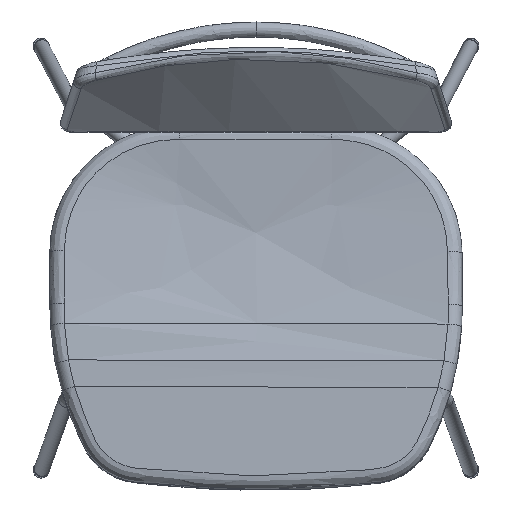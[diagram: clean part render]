
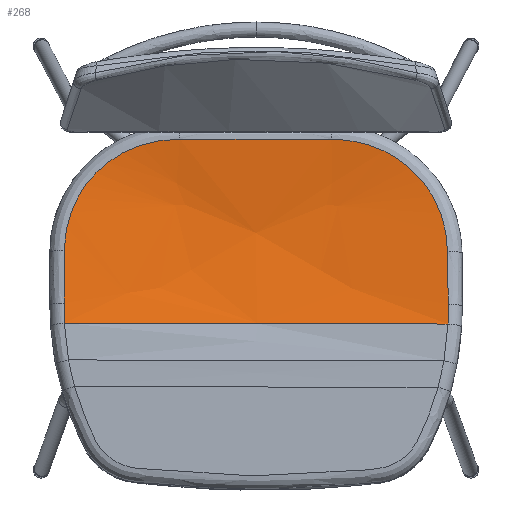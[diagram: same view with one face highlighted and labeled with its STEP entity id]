
A CAD part, top view. The second image highlights one B-rep face of the part: STEP entity #268.
In plain terms, the highlighted free-form (B-spline) face has degree [3, 2] with [5, 3] control points.
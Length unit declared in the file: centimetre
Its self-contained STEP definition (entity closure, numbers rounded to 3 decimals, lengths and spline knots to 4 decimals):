
#268=ADVANCED_FACE('',(#414),#2030,.T.);
#414=FACE_OUTER_BOUND('',#568,.T.);
#568=EDGE_LOOP('',(#806,#807,#808,#809,#810,#811,#812,#813));
#806=ORIENTED_EDGE('',*,*,#1346,.T.);
#807=ORIENTED_EDGE('',*,*,#1350,.T.);
#808=ORIENTED_EDGE('',*,*,#1319,.T.);
#809=ORIENTED_EDGE('',*,*,#1354,.T.);
#810=ORIENTED_EDGE('',*,*,#1358,.T.);
#811=ORIENTED_EDGE('',*,*,#1360,.T.);
#812=ORIENTED_EDGE('',*,*,#1363,.T.);
#813=ORIENTED_EDGE('',*,*,#1366,.T.);
#1319=EDGE_CURVE('',#1877,#1878,#1727,.T.);
#1346=EDGE_CURVE('',#1875,#1876,#1613,.T.);
#1350=EDGE_CURVE('',#1876,#1877,#1743,.T.);
#1354=EDGE_CURVE('',#1878,#1879,#1745,.T.);
#1358=EDGE_CURVE('',#1879,#1880,#1619,.T.);
#1360=EDGE_CURVE('',#1880,#1881,#1621,.T.);
#1363=EDGE_CURVE('',#1881,#1882,#1624,.T.);
#1366=EDGE_CURVE('',#1882,#1875,#1627,.T.);
#1613=(
BOUNDED_CURVE()
B_SPLINE_CURVE(3,(#5815,#5816,#5817,#5818,#5819),.UNSPECIFIED.,.F.,.F.)
B_SPLINE_CURVE_WITH_KNOTS((4,1,4),(-0.5468,34.7888,
70.0242),.UNSPECIFIED.)
CURVE()
GEOMETRIC_REPRESENTATION_ITEM()
RATIONAL_B_SPLINE_CURVE((1.,1.,1.,1.,1.))
REPRESENTATION_ITEM('')
);
#1619=(
BOUNDED_CURVE()
B_SPLINE_CURVE(3,(#5891,#5892,#5893,#5894,#5895),.UNSPECIFIED.,.F.,.F.)
B_SPLINE_CURVE_WITH_KNOTS((4,1,4),(0.617,35.8763,71.1771),
 .UNSPECIFIED.)
CURVE()
GEOMETRIC_REPRESENTATION_ITEM()
RATIONAL_B_SPLINE_CURVE((1.,1.,1.,1.,1.))
REPRESENTATION_ITEM('')
);
#1621=(
BOUNDED_CURVE()
B_SPLINE_CURVE(3,(#5910,#5911,#5912,#5913,#5914,#5915,#5916,#5917,#5918,
#5919,#5920,#5921,#5922,#5923),.UNSPECIFIED.,.F.,.F.)
B_SPLINE_CURVE_WITH_KNOTS((4,1,1,1,1,1,1,1,1,1,1,4),(0.5278,
28.0362,55.9998,80.9262,99.6693,128.4452,
142.8642,157.3671,171.7962,186.1181,214.3434,
241.7253),.UNSPECIFIED.)
CURVE()
GEOMETRIC_REPRESENTATION_ITEM()
RATIONAL_B_SPLINE_CURVE((1.,1.,1.,1.,
1.,1.,1.,1.,1.,1.,1.,1.,1.,1.))
REPRESENTATION_ITEM('')
);
#1624=(
BOUNDED_CURVE()
B_SPLINE_CURVE(3,(#5934,#5935,#5936,#5937,#5938,#5939,#5940),
 .UNSPECIFIED.,.F.,.F.)
B_SPLINE_CURVE_WITH_KNOTS((4,1,1,1,4),(-0.1484,49.0741,
99.7024,150.3303,199.5325),.UNSPECIFIED.)
CURVE()
GEOMETRIC_REPRESENTATION_ITEM()
RATIONAL_B_SPLINE_CURVE((1.,1.,1.,1.,1.,1.,
1.))
REPRESENTATION_ITEM('')
);
#1627=(
BOUNDED_CURVE()
B_SPLINE_CURVE(3,(#5960,#5961,#5962,#5963,#5964,#5965,#5966,#5967,#5968,
#5969,#5970,#5971,#5972,#5973,#5974,#5975),.UNSPECIFIED.,.F.,.F.)
B_SPLINE_CURVE_WITH_KNOTS((4,1,1,1,1,1,1,1,1,1,1,1,1,4),(0.1303,
27.3677,53.4062,70.6135,84.9874,99.45,
113.9639,128.3141,142.5865,156.9129,185.2485,
213.087,226.8598,240.3897),.UNSPECIFIED.)
CURVE()
GEOMETRIC_REPRESENTATION_ITEM()
RATIONAL_B_SPLINE_CURVE((1.,1.,1.,1.,1.,1.,
1.,1.,1.,1.,1.,1.,
1.,1.,1.,1.))
REPRESENTATION_ITEM('')
);
#1727=B_SPLINE_CURVE_WITH_KNOTS('',3,(#5671,#5672,#5673,#5674,#5675),
 .UNSPECIFIED.,.F.,.F.,(4,1,4),(23.3153,243.9675,466.5352),
 .UNSPECIFIED.);
#1743=B_SPLINE_CURVE_WITH_KNOTS('',3,(#5846,#5847,#5848,#5849),
 .UNSPECIFIED.,.F.,.F.,(4,4),(-0.657,26.3957),
 .UNSPECIFIED.);
#1745=B_SPLINE_CURVE_WITH_KNOTS('',3,(#5860,#5861,#5862,#5863),
 .UNSPECIFIED.,.F.,.F.,(4,4),(-1.2914,25.4982),
 .UNSPECIFIED.);
#1875=VERTEX_POINT('',#5577);
#1876=VERTEX_POINT('',#5578);
#1877=VERTEX_POINT('',#5579);
#1878=VERTEX_POINT('',#5580);
#1879=VERTEX_POINT('',#5581);
#1880=VERTEX_POINT('',#5582);
#1881=VERTEX_POINT('',#5583);
#1882=VERTEX_POINT('',#5584);
#2030=(
BOUNDED_SURFACE()
B_SPLINE_SURFACE(3,2,((#4192,#4193,#4194),(#4195,#4196,#4197),(#4198,#4199,
#4200),(#4201,#4202,#4203),(#4204,#4205,#4206)),.UNSPECIFIED.,.F.,.F.,.F.)
B_SPLINE_SURFACE_WITH_KNOTS((4,1,4),(3,3),(0.,243.9675,487.935),
(734.6714,977.0487),.UNSPECIFIED.)
GEOMETRIC_REPRESENTATION_ITEM()
RATIONAL_B_SPLINE_SURFACE(((1.,1.,1.),(1.,0.973,1.),(1.,0.948,
1.),(1.,0.975,1.),(1.,1.,1.)))
REPRESENTATION_ITEM('')
SURFACE()
);
#4192=CARTESIAN_POINT('',(-27.8649,20.7127,2.1283));
#4193=CARTESIAN_POINT('',(-27.8972,34.3337,0.1039));
#4194=CARTESIAN_POINT('',(-27.9295,47.9546,-1.9206));
#4195=CARTESIAN_POINT('',(-19.1053,20.7076,1.4884));
#4196=CARTESIAN_POINT('',(-19.6662,34.0898,-2.7471));
#4197=CARTESIAN_POINT('',(-19.1698,47.9853,-1.5093));
#4198=CARTESIAN_POINT('',(0.3153,20.6763,0.9142));
#4199=CARTESIAN_POINT('',(0.3069,33.8299,-5.4559));
#4200=CARTESIAN_POINT('',(0.2511,47.9864,-1.1351));
#4201=CARTESIAN_POINT('',(17.9619,20.6208,1.5574));
#4202=CARTESIAN_POINT('',(18.3862,34.0232,-2.4697));
#4203=CARTESIAN_POINT('',(17.8974,47.8952,-1.5362));
#4204=CARTESIAN_POINT('',(27.6091,20.585,2.1439));
#4205=CARTESIAN_POINT('',(27.5768,34.2059,0.1194));
#4206=CARTESIAN_POINT('',(27.5444,47.8268,-1.905));
#5577=CARTESIAN_POINT('',(-25.2927,30.2621,0.278));
#5578=CARTESIAN_POINT('',(-25.361,23.3512,1.4597));
#5579=CARTESIAN_POINT('',(-25.3287,20.711,1.9544));
#5580=CARTESIAN_POINT('',(25.0886,20.5942,1.9957));
#5581=CARTESIAN_POINT('',(25.1152,23.2142,1.5216));
#5582=CARTESIAN_POINT('',(25.0232,30.1351,0.3641));
#5583=CARTESIAN_POINT('',(9.7716,44.8445,-1.763));
#5584=CARTESIAN_POINT('',(-10.1636,44.8734,-1.7833));
#5671=CARTESIAN_POINT('',(-25.3287,20.711,1.9544));
#5672=CARTESIAN_POINT('',(-17.2534,20.7045,1.4363));
#5673=CARTESIAN_POINT('',(0.3105,20.6751,0.9676));
#5674=CARTESIAN_POINT('',(16.4106,20.6256,1.5033));
#5675=CARTESIAN_POINT('',(25.0886,20.5942,1.9957));
#5815=CARTESIAN_POINT('',(-25.2927,30.2621,0.278));
#5816=CARTESIAN_POINT('',(-25.2941,29.1063,0.4578));
#5817=CARTESIAN_POINT('',(-25.3069,26.8007,0.8355));
#5818=CARTESIAN_POINT('',(-25.3396,24.4994,1.2471));
#5819=CARTESIAN_POINT('',(-25.361,23.3512,1.4597));
#5846=CARTESIAN_POINT('',(-25.361,23.3512,1.4597));
#5847=CARTESIAN_POINT('',(-25.3774,22.4696,1.623));
#5848=CARTESIAN_POINT('',(-25.3667,21.5885,1.7871));
#5849=CARTESIAN_POINT('',(-25.3287,20.711,1.9544));
#5860=CARTESIAN_POINT('',(25.0886,20.5942,1.9957));
#5861=CARTESIAN_POINT('',(25.1247,21.4653,1.8356));
#5862=CARTESIAN_POINT('',(25.1335,22.3396,1.6783));
#5863=CARTESIAN_POINT('',(25.1152,23.2142,1.5216));
#5891=CARTESIAN_POINT('',(25.1152,23.2142,1.5216));
#5892=CARTESIAN_POINT('',(25.0911,24.3653,1.3154));
#5893=CARTESIAN_POINT('',(25.0517,26.6703,0.9148));
#5894=CARTESIAN_POINT('',(25.0298,28.979,0.5426));
#5895=CARTESIAN_POINT('',(25.0232,30.1351,0.3641));
#5910=CARTESIAN_POINT('',(25.0232,30.1351,0.3641));
#5911=CARTESIAN_POINT('',(25.0182,31.0361,0.2251));
#5912=CARTESIAN_POINT('',(24.8448,32.8507,-0.0692));
#5913=CARTESIAN_POINT('',(24.1276,35.3793,-0.5131));
#5914=CARTESIAN_POINT('',(23.1119,37.4731,-0.8857));
#5915=CARTESIAN_POINT('',(21.7925,39.4112,-1.2135));
#5916=CARTESIAN_POINT('',(20.4117,40.8712,-1.4306));
#5917=CARTESIAN_POINT('',(18.9436,42.0314,-1.5701));
#5918=CARTESIAN_POINT('',(17.759,42.7959,-1.6456));
#5919=CARTESIAN_POINT('',(16.5054,43.4455,-1.6945));
#5920=CARTESIAN_POINT('',(14.7747,44.1469,-1.7318));
#5921=CARTESIAN_POINT('',(12.532,44.7171,-1.7436));
#5922=CARTESIAN_POINT('',(10.6831,44.8546,-1.7523));
#5923=CARTESIAN_POINT('',(9.7716,44.8445,-1.763));
#5934=CARTESIAN_POINT('',(9.7716,44.8445,-1.763));
#5935=CARTESIAN_POINT('',(8.1332,44.8264,-1.7821));
#5936=CARTESIAN_POINT('',(4.8101,44.8,-1.8138));
#5937=CARTESIAN_POINT('',(-0.1972,44.792,-1.8341));
#5938=CARTESIAN_POINT('',(-5.204,44.815,-1.8244));
#5939=CARTESIAN_POINT('',(-8.5261,44.8506,-1.7995));
#5940=CARTESIAN_POINT('',(-10.1636,44.8734,-1.7833));
#5960=CARTESIAN_POINT('',(-10.1636,44.8734,-1.7833));
#5961=CARTESIAN_POINT('',(-11.0701,44.8861,-1.7743));
#5962=CARTESIAN_POINT('',(-12.842,44.7603,-1.7701));
#5963=CARTESIAN_POINT('',(-15.1081,44.209,-1.7688));
#5964=CARTESIAN_POINT('',(-16.8643,43.5123,-1.7441));
#5965=CARTESIAN_POINT('',(-18.1955,42.8176,-1.7005));
#5966=CARTESIAN_POINT('',(-19.3755,42.0499,-1.633));
#5967=CARTESIAN_POINT('',(-20.4708,41.1744,-1.5346));
#5968=CARTESIAN_POINT('',(-21.4679,40.2025,-1.4041));
#5969=CARTESIAN_POINT('',(-22.36,39.1439,-1.2426));
#5970=CARTESIAN_POINT('',(-23.3996,37.6318,-0.9914));
#5971=CARTESIAN_POINT('',(-24.4071,35.5816,-0.6239));
#5972=CARTESIAN_POINT('',(-25.0131,33.3826,-0.2321));
#5973=CARTESIAN_POINT('',(-25.252,31.5973,0.0666));
#5974=CARTESIAN_POINT('',(-25.2921,30.7047,0.2092));
#5975=CARTESIAN_POINT('',(-25.2927,30.2621,0.278));
